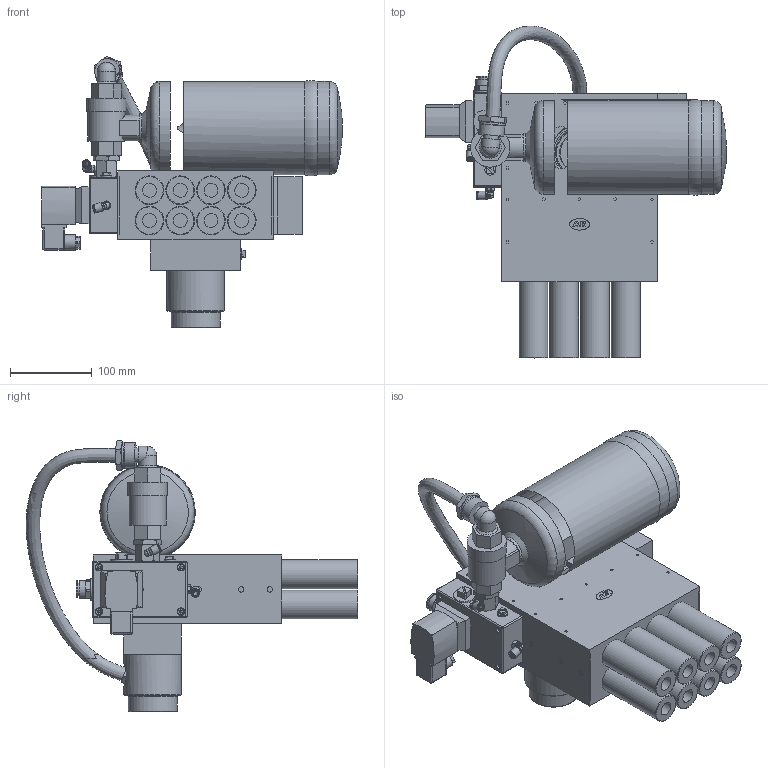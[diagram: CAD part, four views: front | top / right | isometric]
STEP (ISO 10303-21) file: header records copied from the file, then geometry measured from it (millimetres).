
FILE_DESCRIPTION(/* description */ (''),/* implementation_level */ '2;1');
FILE_NAME(/* name */ 'cvk50sreaq2e2.stp',/* time_stamp */ '2024-07-25T11:48:38+02:00',/* author */ ('enginyeria3'),/* organization */ (''),/* preprocessor_version */ 'ST-DEVELOPER v20',/* originating_system */ 'Autodesk Inventor 2024',/* authorisation */ '');
FILE_SCHEMA (('AUTOMOTIVE_DESIGN { 1 0 10303 214 3 1 1 }'));
Length unit declared in the file: millimetre
Products named in the file (1): Pieza1
Bounding box: 367.19 x 404.8 x 330.76 mm (x, y, z)
Volume: 7848047.1 mm3; surface area: 570638.8 mm2
Topology: 3 solids, 35 shells, 1180 faces, 2827 edges, 1838 vertices
Faces by surface type: plane 763, cylinder 249, cone 72, torus 67, bspline 17, sphere 12
Full cylindrical faces by diameter (mm): 3 x1, 3.242 x4, 3.5 x3, 4.134 x2, 4.8 x1, 5 x9, 5.5 x8, 6 x3, 6.647 x4, 7 x4, 7.2 x2, 7.8 x1, 7.9 x1, 8.304 x1, 8.5 x9, 8.566 x2, 9 x8, 9.9 x2, 10 x2, 10.5 x2, 12 x1, 12.2 x1, 13 x2, 14 x1, 15.6 x1, 16.5 x2, 17 x8, 18 x4, 18.5 x1, 18.631 x6
Entity records: 41391 total; most frequent: CARTESIAN_POINT 13855, DIRECTION 5634, ORIENTED_EDGE 5616, EDGE_CURVE 2808, AXIS2_PLACEMENT_3D 1905, VERTEX_POINT 1836, LINE 1824, VECTOR 1824
